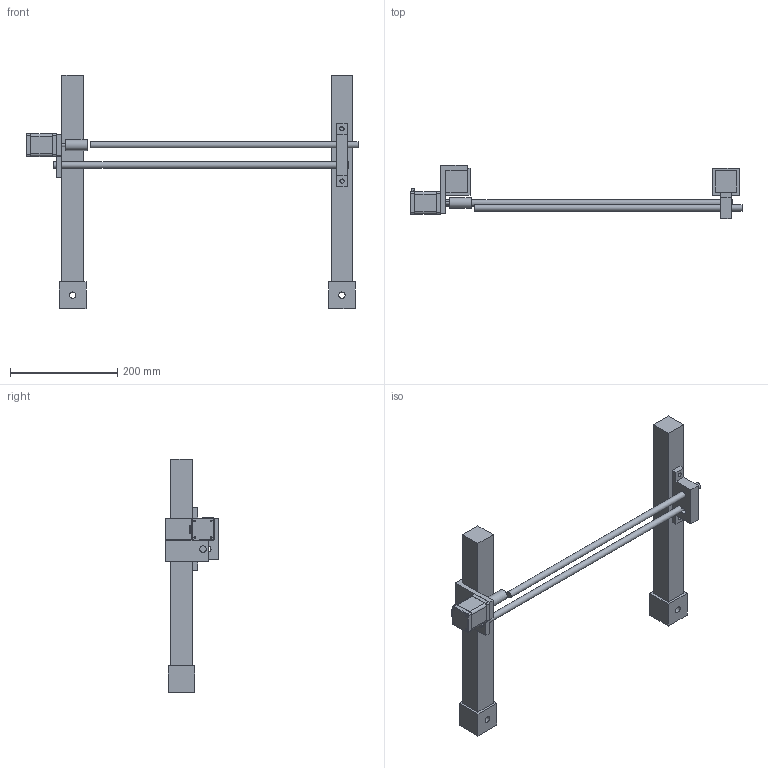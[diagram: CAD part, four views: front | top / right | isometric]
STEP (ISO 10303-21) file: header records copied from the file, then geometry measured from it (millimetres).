
FILE_DESCRIPTION(/* description */ (''),/* implementation_level */ '2;1');
FILE_NAME(/* name */ 'CARTESIAAAN_ipt_f68638d9.STEP',/* time_stamp */ '2023-10-30T02:32:10+02:00',/* author */ ('habib'),/* organization */ (''),/* preprocessor_version */ 'ST-DEVELOPER v18.1',/* originating_system */ 'Autodesk Inventor 2021',/* authorisation */ '');
FILE_SCHEMA (('AUTOMOTIVE_DESIGN { 1 0 10303 214 3 1 1 }'));
Length unit declared in the file: millimetre
Products named in the file (1): CARTESIAAAN
Bounding box: 619.44 x 99.01 x 435 mm (x, y, z)
Volume: 1869172.7 mm3; surface area: 285854.5 mm2
Topology: 13 solids, 13 shells, 222 faces, 529 edges, 352 vertices
Faces by surface type: plane 161, cylinder 57, torus 4
Full cylindrical faces by diameter (mm): 3 x16, 5 x3, 8 x12, 12 x8, 20 x2
Entity records: 6719 total; most frequent: DIRECTION 1123, CARTESIAN_POINT 1104, ORIENTED_EDGE 1058, EDGE_CURVE 529, LINE 381, VECTOR 381, AXIS2_PLACEMENT_3D 371, VERTEX_POINT 352
